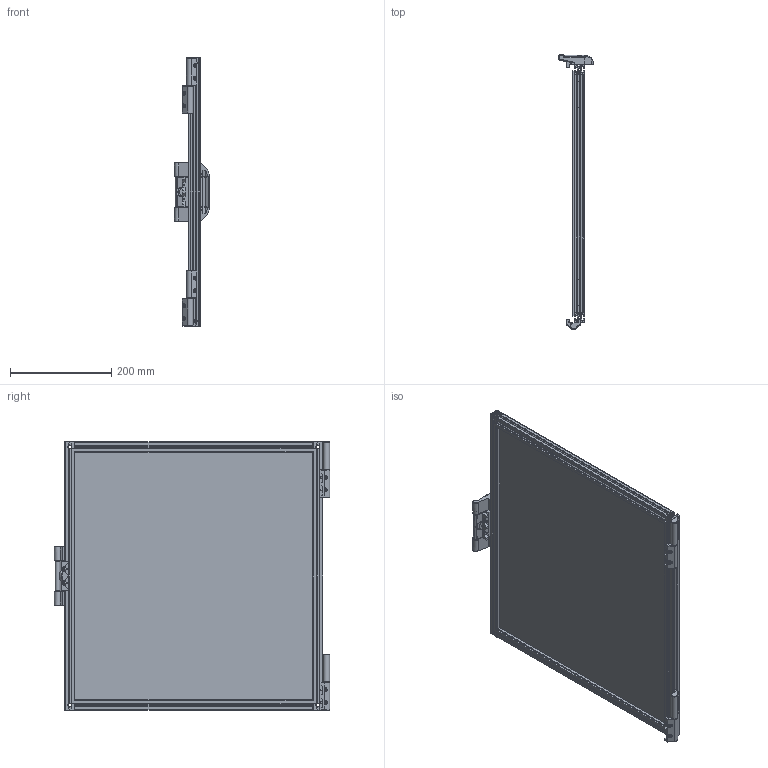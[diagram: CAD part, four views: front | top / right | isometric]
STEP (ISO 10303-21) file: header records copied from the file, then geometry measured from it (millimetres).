
FILE_DESCRIPTION(/* description */ (''),/* implementation_level */ '2;1');
FILE_NAME(/* name */ 'clicky_clack_V2_350mm.step',/* time_stamp */ '2025-06-10T10:49:22-05:00',/* author */ (''),/* organization */ (''),/* preprocessor_version */ 'ST-DEVELOPER v20.1',/* originating_system */ 'Autodesk Translation Framework v14.10.0.0',/* authorisation */ '');
FILE_SCHEMA (('AUTOMOTIVE_DESIGN { 1 0 10303 214 3 1 1 }'));
Length unit declared in the file: millimetre
Products named in the file (28): clickyclackydoor v14; Door; HFSB5-2020-370-TPW; HFSB5-2020-370-TPW_1; M5x16 BHCS; Latch Handle; Latch; Handle; Hinge_Top; Panel_Clip; Hinge_Bottom; fasteners; M3x8 BHCS v1; M3x20 SHCS v1; 6x3mm magnet v2; M3 5x4 Heatset Insert; Panel; Hinge; fasteners (1); Hinge_1; Hinge_Left_sleeve; Hinge_Left_solid (1); fasteners (2); M5x50 Dowel Pin; M5x7x8 split_bushing; M3x8 SHCS v1; foam_3mm; HFSB5-2020-430-LCP-RCP
Assembly tree (67 placements, depth 5):
  clickyclackydoor v14
    Door
      HFSB5-2020-430-LCP-RCP  x2
      HFSB5-2020-370-TPW
        M5x16 BHCS  x2
      HFSB5-2020-370-TPW_1
        M5x16 BHCS  x2
      Latch Handle
        Latch
        Handle
        Hinge_Top
        Panel_Clip
        Hinge_Bottom
        fasteners
          M3x8 BHCS v1
          M5x50 Dowel Pin  x2
          M5x7x8 split_bushing  x2
          M3x20 SHCS v1  x4
          M3x8 SHCS v1  x4
          6x3mm magnet v2  x12
          M3 5x4 Heatset Insert  x2
      Panel
      Hinge
        Hinge_Left_sleeve
        Hinge_Left_solid (1)
        fasteners (1)
          M3x8 SHCS v1  x4
          M5x7x8 split_bushing  x2
          M5x50 Dowel Pin
      Hinge_1
        Hinge_Left_sleeve
        Hinge_Left_solid (1)
        fasteners (2)
          M5x50 Dowel Pin
          M3x8 SHCS v1  x4
          M5x7x8 split_bushing  x2
      foam_3mm
Bounding box: 69.36 x 543.67 x 530 mm (x, y, z)
Volume: 1273491.7 mm3; surface area: 932987.4 mm2
Topology: 60 solids, 60 shells, 2047 faces, 4983 edges, 3077 vertices
Faces by surface type: plane 1233, cylinder 401, cone 212, bspline 170, torus 26, sphere 5
Full cylindrical faces by diameter (mm): 2.8 x2, 2.9 x2, 3 x17, 3.4 x10, 3.6 x6, 4.1 x2, 4.2 x8, 4.234 x4, 4.25 x4, 4.8 x1, 5 x8, 5.12 x4, 5.2 x2, 5.5 x16, 5.7 x1, 5.8 x2, 6 x12, 6.5 x1, 7 x2, 7.1 x2, 9.5 x4
Entity records: 40413 total; most frequent: CARTESIAN_POINT 12747, ORIENTED_EDGE 5652, DIRECTION 5424, EDGE_CURVE 2826, LINE 1944, VECTOR 1944, VERTEX_POINT 1783, AXIS2_PLACEMENT_3D 1740
